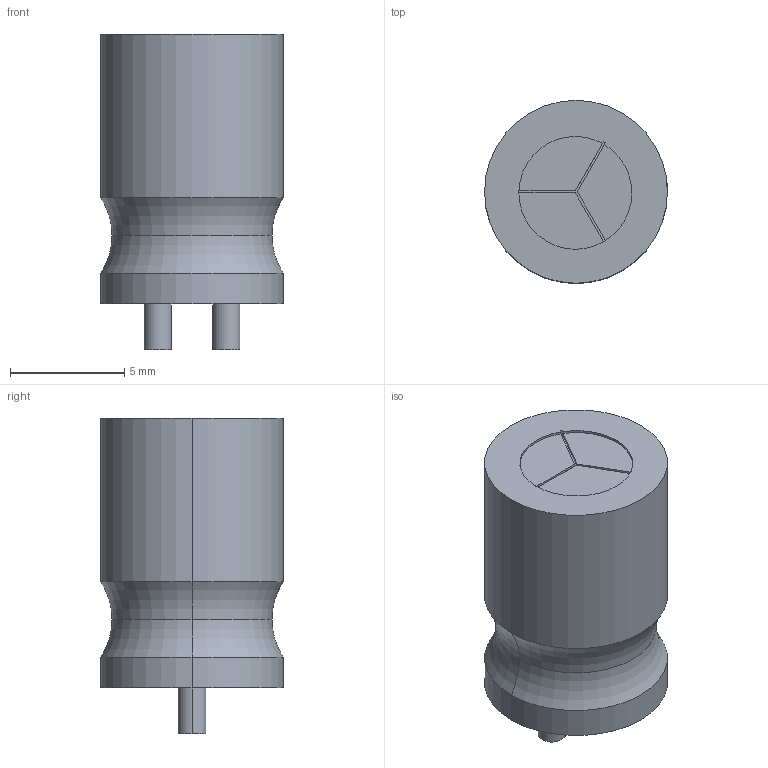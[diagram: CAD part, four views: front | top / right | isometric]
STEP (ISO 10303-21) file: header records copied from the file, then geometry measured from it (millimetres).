
FILE_DESCRIPTION (( 'STEP AP214' ), '1' );
FILE_NAME ('RAB12-8-3.STEP', '2012-04-03T19:16:22', ( '微软用户' ), ( '微软中国' ), 'SwSTEP 2.0', 'SolidWorks 2011', '' );
FILE_SCHEMA (( 'AUTOMOTIVE_DESIGN' ));
Length unit declared in the file: millimetre
Products named in the file (1): RAB12-8-3
Bounding box: 8 x 8 x 13.8 mm (x, y, z)
Volume: 568.7 mm3; surface area: 414.8 mm2
Topology: 1 solids, 1 shells, 43 faces, 100 edges, 64 vertices
Faces by surface type: plane 22, cylinder 17, torus 4
Entity records: 1378 total; most frequent: DIRECTION 232, CARTESIAN_POINT 208, ORIENTED_EDGE 200, EDGE_CURVE 100, AXIS2_PLACEMENT_3D 88, VERTEX_POINT 64, VECTOR 56, LINE 56
